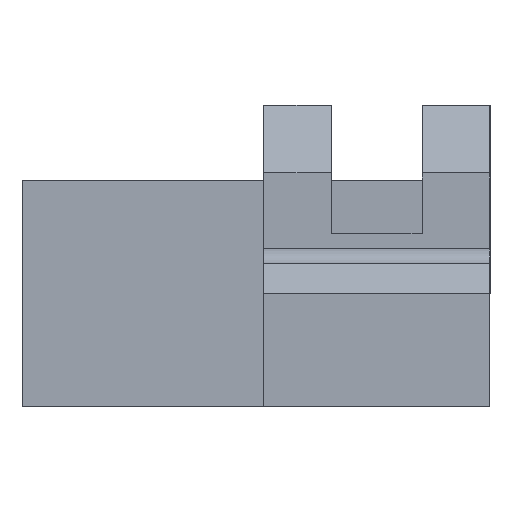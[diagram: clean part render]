
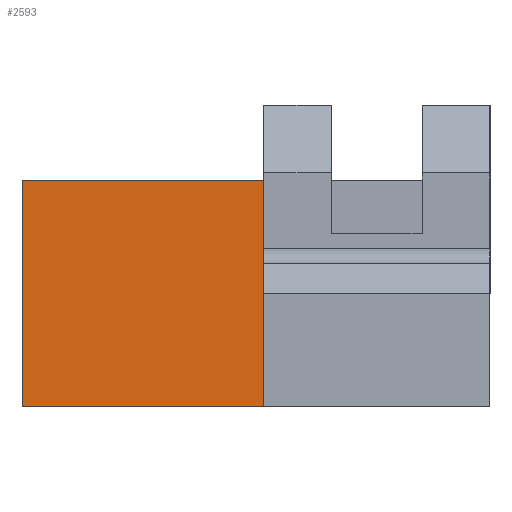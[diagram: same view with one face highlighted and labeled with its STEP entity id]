
A CAD part, left-side view. The second image highlights one B-rep face of the part: STEP entity #2593.
In plain terms, the highlighted planar face has unit normal (-1, 0, 0).
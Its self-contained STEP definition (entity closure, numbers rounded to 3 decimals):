
#93 = EDGE_CURVE ( 'NONE', #817, #2248, #358, .T. ) ;
#137 = CARTESIAN_POINT ( 'NONE',  ( -40., 62., -10. ) ) ;
#259 = CARTESIAN_POINT ( 'NONE',  ( -40., 18.82, -10. ) ) ;
#358 = LINE ( 'NONE', #607, #874 ) ;
#607 = CARTESIAN_POINT ( 'NONE',  ( -40., 30., -40. ) ) ;
#655 = VECTOR ( 'NONE', #2044, 1000. ) ;
#672 = ORIENTED_EDGE ( 'NONE', *, *, #1065, .T. ) ;
#693 = EDGE_CURVE ( 'NONE', #817, #1021, #2721, .T. ) ;
#704 = ORIENTED_EDGE ( 'NONE', *, *, #2274, .T. ) ;
#771 = CARTESIAN_POINT ( 'NONE',  ( -40., 62., -40. ) ) ;
#817 = VERTEX_POINT ( 'NONE', #771 ) ;
#821 = DIRECTION ( 'NONE',  ( 0., 0., 1. ) ) ;
#844 = DIRECTION ( 'NONE',  ( 0., -1., 0. ) ) ;
#874 = VECTOR ( 'NONE', #844, 1000. ) ;
#1021 = VERTEX_POINT ( 'NONE', #137 ) ;
#1065 = EDGE_CURVE ( 'NONE', #2710, #1021, #2498, .T. ) ;
#1183 = LINE ( 'NONE', #2250, #655 ) ;
#1202 = CARTESIAN_POINT ( 'NONE',  ( -40., 62., -40. ) ) ;
#1285 = DIRECTION ( 'NONE',  ( -1., 0., 0. ) ) ;
#1329 = CARTESIAN_POINT ( 'NONE',  ( -40., 30., -10. ) ) ;
#1337 = VECTOR ( 'NONE', #1567, 1000. ) ;
#1448 = EDGE_LOOP ( 'NONE', ( #672, #1941, #1905, #704 ) ) ;
#1567 = DIRECTION ( 'NONE',  ( 0., 1., 0. ) ) ;
#1599 = DIRECTION ( 'NONE',  ( 0., 0., 1. ) ) ;
#1680 = PLANE ( 'NONE',  #2568 ) ;
#1703 = CARTESIAN_POINT ( 'NONE',  ( -40., 30., -40. ) ) ;
#1861 = VECTOR ( 'NONE', #1599, 1000. ) ;
#1905 = ORIENTED_EDGE ( 'NONE', *, *, #93, .T. ) ;
#1941 = ORIENTED_EDGE ( 'NONE', *, *, #693, .F. ) ;
#2044 = DIRECTION ( 'NONE',  ( 0., 0., 1. ) ) ;
#2248 = VERTEX_POINT ( 'NONE', #2691 ) ;
#2250 = CARTESIAN_POINT ( 'NONE',  ( -40., 30., -40. ) ) ;
#2274 = EDGE_CURVE ( 'NONE', #2248, #2710, #1183, .T. ) ;
#2437 = FACE_OUTER_BOUND ( 'NONE', #1448, .T. ) ;
#2498 = LINE ( 'NONE', #259, #1337 ) ;
#2568 = AXIS2_PLACEMENT_3D ( 'NONE', #1703, #1285, #821 ) ;
#2593 = ADVANCED_FACE ( 'NONE', ( #2437 ), #1680, .T. ) ;
#2691 = CARTESIAN_POINT ( 'NONE',  ( -40., 30., -40. ) ) ;
#2710 = VERTEX_POINT ( 'NONE', #1329 ) ;
#2721 = LINE ( 'NONE', #1202, #1861 ) ;
